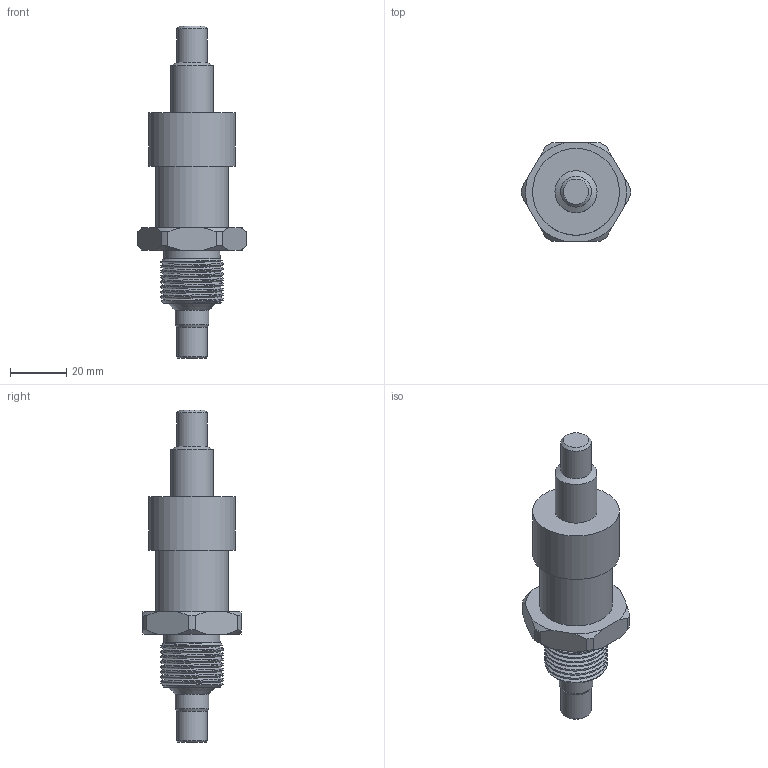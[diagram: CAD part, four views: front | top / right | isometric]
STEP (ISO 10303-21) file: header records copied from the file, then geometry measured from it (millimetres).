
FILE_DESCRIPTION(/* description */ (''),/* implementation_level */ '2;1');
FILE_NAME(/* name */ 'BH1M(3 KV).stp',/* time_stamp */ '2014-11-28T13:43:39+01:00',/* author */ ('sh'),/* organization */ (''),/* preprocessor_version */ 'ST-DEVELOPER v15.2',/* originating_system */ 'Autodesk Inventor 2014',/* authorisation */ '');
FILE_SCHEMA (('AUTOMOTIVE_DESIGN { 1 0 10303 214 3 1 1 }'));
Length unit declared in the file: millimetre
Products named in the file (1): BH1M(3 KV)
Bounding box: 38.99 x 35 x 118.5 mm (x, y, z)
Volume: 47299.2 mm3; surface area: 11215.4 mm2
Topology: 1 solids, 1 shells, 55 faces, 128 edges, 82 vertices
Faces by surface type: cone 19, cylinder 17, plane 17, bspline 2
Full cylindrical faces by diameter (mm): 4 x1, 11 x2, 12 x1, 15 x1, 20 x1, 25.5 x1, 26 x1, 30 x1, 31 x1
Entity records: 3029 total; most frequent: CARTESIAN_POINT 1826, DIRECTION 234, ORIENTED_EDGE 220, EDGE_CURVE 110, AXIS2_PLACEMENT_3D 105, VERTEX_POINT 80, EDGE_LOOP 78, ADVANCED_FACE 55
